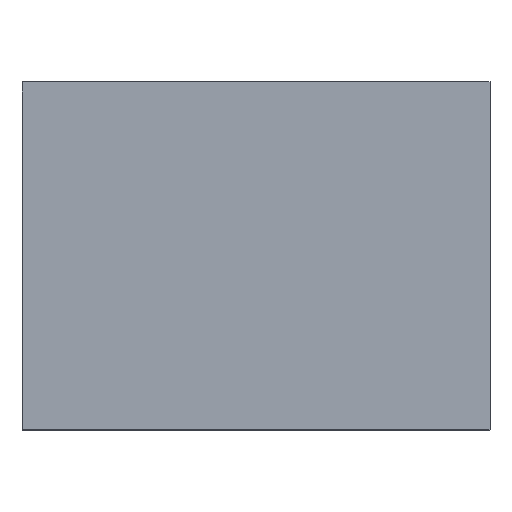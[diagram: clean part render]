
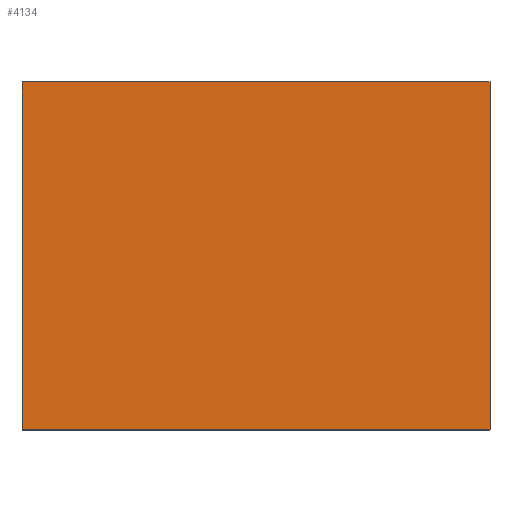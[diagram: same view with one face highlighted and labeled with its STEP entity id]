
A CAD part, top view. The second image highlights one B-rep face of the part: STEP entity #4134.
In plain terms, the highlighted planar face has unit normal (0, 0, 1).
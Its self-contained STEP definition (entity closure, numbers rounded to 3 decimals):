
#66 = DIRECTION ( 'NONE',  ( 1., 0., 0. ) ) ;
#885 = LINE ( 'NONE', #4441, #7593 ) ;
#937 = VERTEX_POINT ( 'NONE', #11522 ) ;
#1740 = DIRECTION ( 'NONE',  ( 1., 0., 0. ) ) ;
#1828 = EDGE_LOOP ( 'NONE', ( #10118, #6129, #8629, #6863 ) ) ;
#1974 = VECTOR ( 'NONE', #1740, 1000. ) ;
#2469 = VECTOR ( 'NONE', #7098, 1000. ) ;
#2721 = LINE ( 'NONE', #5423, #8655 ) ;
#3758 = EDGE_CURVE ( 'NONE', #10721, #5872, #885, .T. ) ;
#3775 = DIRECTION ( 'NONE',  ( 0., 0., -1. ) ) ;
#3980 = EDGE_CURVE ( 'NONE', #6220, #937, #9790, .T. ) ;
#4134 = ADVANCED_FACE ( 'NONE', ( #9136 ), #8246, .F. ) ;
#4209 = CARTESIAN_POINT ( 'NONE',  ( -12.45, 18.5, 5. ) ) ;
#4441 = CARTESIAN_POINT ( 'NONE',  ( -12.45, 0., 5. ) ) ;
#4985 = CARTESIAN_POINT ( 'NONE',  ( 12.45, 0., 5. ) ) ;
#5423 = CARTESIAN_POINT ( 'NONE',  ( 12.45, 18.5, 5. ) ) ;
#5872 = VERTEX_POINT ( 'NONE', #4985 ) ;
#6129 = ORIENTED_EDGE ( 'NONE', *, *, #8096, .F. ) ;
#6220 = VERTEX_POINT ( 'NONE', #4209 ) ;
#6709 = EDGE_CURVE ( 'NONE', #6220, #10721, #7985, .T. ) ;
#6863 = ORIENTED_EDGE ( 'NONE', *, *, #6709, .T. ) ;
#7098 = DIRECTION ( 'NONE',  ( 0., -1., 0. ) ) ;
#7593 = VECTOR ( 'NONE', #66, 1000. ) ;
#7985 = LINE ( 'NONE', #9756, #2469 ) ;
#8096 = EDGE_CURVE ( 'NONE', #937, #5872, #2721, .T. ) ;
#8246 = PLANE ( 'NONE',  #10041 ) ;
#8308 = DIRECTION ( 'NONE',  ( -1., 0., 0. ) ) ;
#8629 = ORIENTED_EDGE ( 'NONE', *, *, #3980, .F. ) ;
#8655 = VECTOR ( 'NONE', #11553, 1000. ) ;
#8791 = CARTESIAN_POINT ( 'NONE',  ( -12.45, 18.5, 5. ) ) ;
#9079 = CARTESIAN_POINT ( 'NONE',  ( -12.45, 18.5, 5. ) ) ;
#9136 = FACE_OUTER_BOUND ( 'NONE', #1828, .T. ) ;
#9203 = CARTESIAN_POINT ( 'NONE',  ( -12.45, 0., 5. ) ) ;
#9756 = CARTESIAN_POINT ( 'NONE',  ( -12.45, 18.5, 5. ) ) ;
#9790 = LINE ( 'NONE', #8791, #1974 ) ;
#10041 = AXIS2_PLACEMENT_3D ( 'NONE', #9079, #3775, #8308 ) ;
#10118 = ORIENTED_EDGE ( 'NONE', *, *, #3758, .T. ) ;
#10721 = VERTEX_POINT ( 'NONE', #9203 ) ;
#11522 = CARTESIAN_POINT ( 'NONE',  ( 12.45, 18.5, 5. ) ) ;
#11553 = DIRECTION ( 'NONE',  ( 0., -1., 0. ) ) ;
